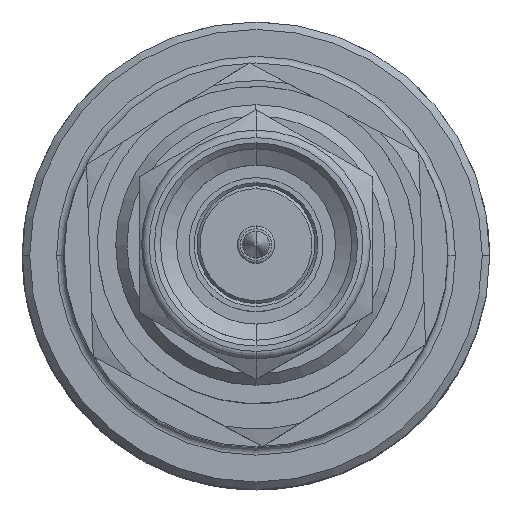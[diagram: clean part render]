
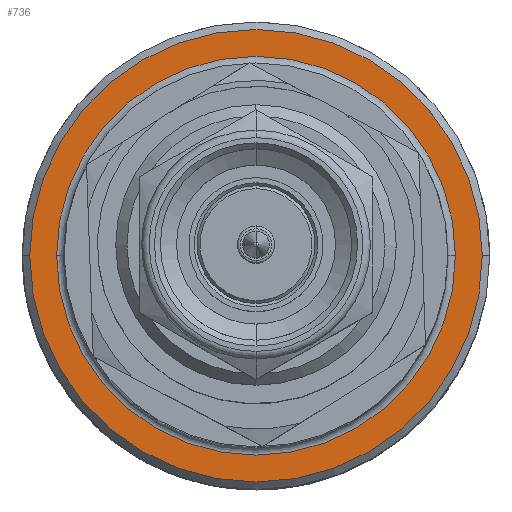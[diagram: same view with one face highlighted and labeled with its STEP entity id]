
A CAD part, top view. The second image highlights one B-rep face of the part: STEP entity #736.
In plain terms, the highlighted face is planar.
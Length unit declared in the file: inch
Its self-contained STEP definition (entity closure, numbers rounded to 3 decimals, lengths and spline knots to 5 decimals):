
#136 = VERTEX_POINT ( 'NONE', #1652 ) ;
#444 = CIRCLE ( 'NONE', #11451, 0.3025 ) ;
#736 = ADVANCED_FACE ( 'NONE', ( #5767, #1330 ), #10267, .F. ) ;
#932 = CARTESIAN_POINT ( 'NONE',  ( 0.62, 0., 0. ) ) ;
#1017 = EDGE_CURVE ( 'NONE', #136, #7113, #9846, .T. ) ;
#1032 = EDGE_LOOP ( 'NONE', ( #11119, #6068 ) ) ;
#1330 = FACE_BOUND ( 'NONE', #1032, .T. ) ;
#1652 = CARTESIAN_POINT ( 'NONE',  ( 0.62, 0., -0.3025 ) ) ;
#1834 = CARTESIAN_POINT ( 'NONE',  ( 0.62, 0., 0.2666 ) ) ;
#2205 = AXIS2_PLACEMENT_3D ( 'NONE', #6440, #8451, #10030 ) ;
#2486 = DIRECTION ( 'NONE',  ( 1., 0., 0. ) ) ;
#2713 = CARTESIAN_POINT ( 'NONE',  ( 0.62, 0., 0. ) ) ;
#2739 = AXIS2_PLACEMENT_3D ( 'NONE', #11494, #2486, #6095 ) ;
#2930 = AXIS2_PLACEMENT_3D ( 'NONE', #2713, #4186, #10381 ) ;
#2937 = ORIENTED_EDGE ( 'NONE', *, *, #1017, .T. ) ;
#3164 = EDGE_LOOP ( 'NONE', ( #3778, #2937 ) ) ;
#3711 = EDGE_CURVE ( 'NONE', #7113, #136, #444, .T. ) ;
#3778 = ORIENTED_EDGE ( 'NONE', *, *, #3711, .T. ) ;
#4154 = VERTEX_POINT ( 'NONE', #11486 ) ;
#4186 = DIRECTION ( 'NONE',  ( -1., 0., 0. ) ) ;
#4491 = DIRECTION ( 'NONE',  ( -1., 0., 0. ) ) ;
#4818 = DIRECTION ( 'NONE',  ( 0., 0., 1. ) ) ;
#5323 = VERTEX_POINT ( 'NONE', #1834 ) ;
#5767 = FACE_OUTER_BOUND ( 'NONE', #3164, .T. ) ;
#6068 = ORIENTED_EDGE ( 'NONE', *, *, #7380, .T. ) ;
#6095 = DIRECTION ( 'NONE',  ( 0., 0., 1. ) ) ;
#6347 = CIRCLE ( 'NONE', #8628, 0.2666 ) ;
#6440 = CARTESIAN_POINT ( 'NONE',  ( 0.62, 0., 0. ) ) ;
#6549 = EDGE_CURVE ( 'NONE', #5323, #4154, #11160, .T. ) ;
#6668 = CARTESIAN_POINT ( 'NONE',  ( 0.62, 0., 0. ) ) ;
#7113 = VERTEX_POINT ( 'NONE', #10526 ) ;
#7380 = EDGE_CURVE ( 'NONE', #4154, #5323, #6347, .T. ) ;
#8054 = DIRECTION ( 'NONE',  ( 0., 0., 1. ) ) ;
#8451 = DIRECTION ( 'NONE',  ( -1., 0., 0. ) ) ;
#8628 = AXIS2_PLACEMENT_3D ( 'NONE', #932, #4491, #8054 ) ;
#9846 = CIRCLE ( 'NONE', #2739, 0.3025 ) ;
#10030 = DIRECTION ( 'NONE',  ( 0., 0., 1. ) ) ;
#10077 = DIRECTION ( 'NONE',  ( 1., 0., 0. ) ) ;
#10267 = PLANE ( 'NONE',  #2205 ) ;
#10381 = DIRECTION ( 'NONE',  ( 0., 0., 1. ) ) ;
#10526 = CARTESIAN_POINT ( 'NONE',  ( 0.62, 0., 0.3025 ) ) ;
#11119 = ORIENTED_EDGE ( 'NONE', *, *, #6549, .T. ) ;
#11160 = CIRCLE ( 'NONE', #2930, 0.2666 ) ;
#11451 = AXIS2_PLACEMENT_3D ( 'NONE', #6668, #10077, #4818 ) ;
#11486 = CARTESIAN_POINT ( 'NONE',  ( 0.62, 0., -0.2666 ) ) ;
#11494 = CARTESIAN_POINT ( 'NONE',  ( 0.62, 0., 0. ) ) ;
